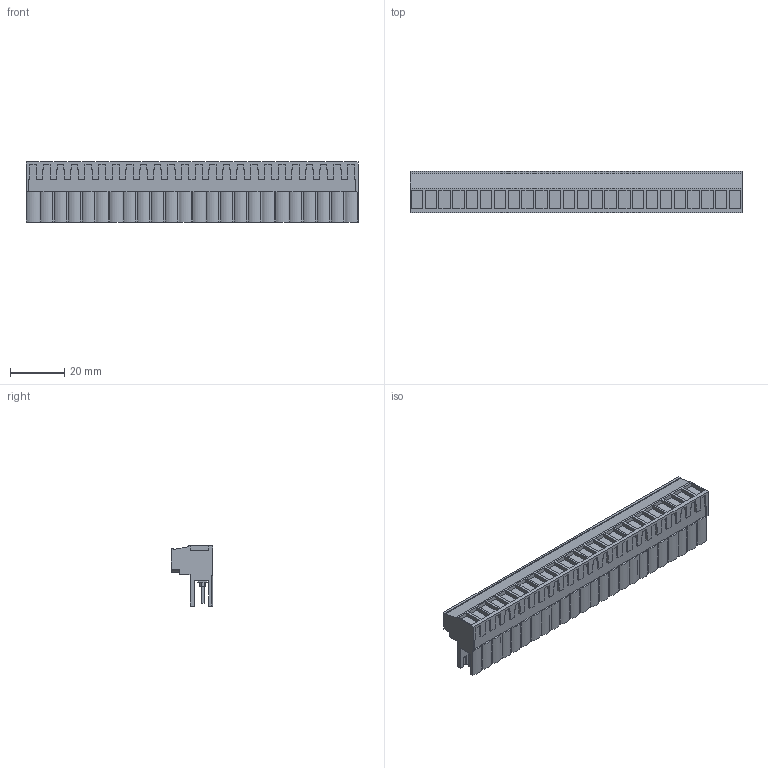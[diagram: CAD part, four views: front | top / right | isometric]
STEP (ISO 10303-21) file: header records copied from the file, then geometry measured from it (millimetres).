
FILE_DESCRIPTION(('CATIA V5 STEP','CAx-IF Rec.Pracs.--- Model Styling and Organization---1.2---2011-12-15'),'2;1');
FILE_NAME ('D1454238_0_1644910000_1644910000.stp','2017-06-01T06:22:01+00:00',('none'),('Weidmueller'),'CATIA Version 5-6 Release 2014','CATIA V5 STEP AP214','none');
FILE_SCHEMA(('AUTOMOTIVE_DESIGN { 1 0 10303 214 1 1 1 1 }'));
Length unit declared in the file: millimetre
Products named in the file (1): 1644910000
Bounding box: 121.92 x 15.3 x 22.05 mm (x, y, z)
Volume: 20774 mm3; surface area: 17391.3 mm2
Topology: 49 solids, 49 shells, 1637 faces, 4463 edges, 3020 vertices
Faces by surface type: plane 1229, cylinder 312, extrusion 96
Entity records: 49735 total; most frequent: CARTESIAN_POINT 11510, ORIENTED_EDGE 8926, DIRECTION 5891, EDGE_CURVE 4463, VECTOR 3645, LINE 3549, VERTEX_POINT 3020, EDGE_LOOP 1781
